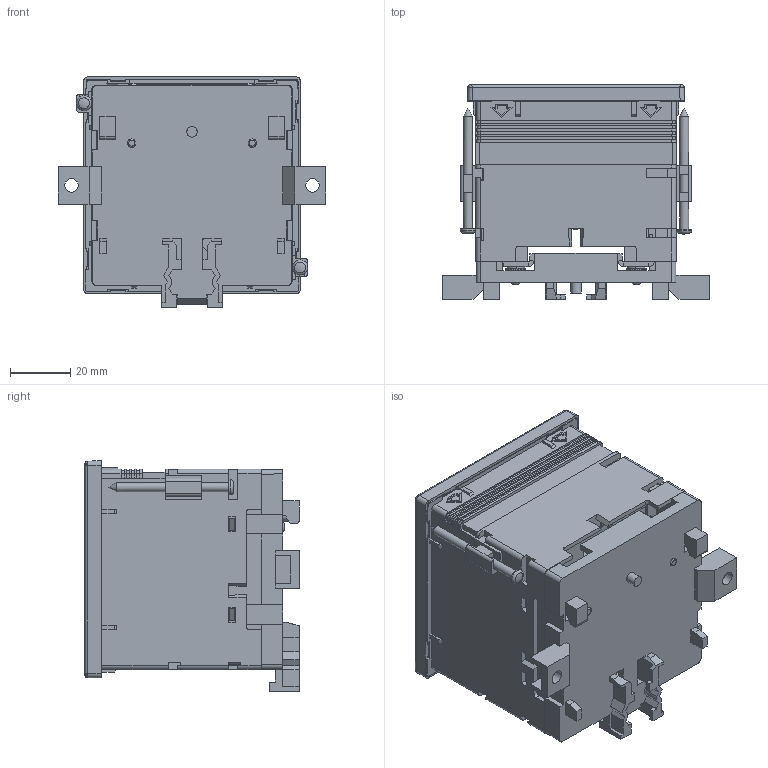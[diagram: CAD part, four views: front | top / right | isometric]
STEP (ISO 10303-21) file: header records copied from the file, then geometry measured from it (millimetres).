
FILE_DESCRIPTION(/* description */ (''),/* implementation_level */ '2;1');
FILE_NAME(/* name */ 'EQ72_20251127.stp',/* time_stamp */ '2025-11-27T12:49:05+01:00',/* author */ ('euh'),/* organization */ (''),/* preprocessor_version */ 'ST-DEVELOPER v20',/* originating_system */ 'Autodesk Inventor 2023',/* authorisation */ '');
FILE_SCHEMA (('AUTOMOTIVE_DESIGN { 1 0 10303 214 3 1 1 }'));
Products named in the file (1): EQ72-20251127_Simplify_1
Bounding box: 88.8 x 71.1 x 76.4 mm (x, y, z)
Volume: 74237.4 mm3; surface area: 84143.2 mm2
Topology: 1 solids, 3 shells, 1816 faces, 5221 edges, 3415 vertices
Faces by surface type: plane 1484, cylinder 205, bspline 65, torus 35, cone 24, sphere 3
Full cylindrical faces by diameter (mm): 1.2 x2, 1.9 x2, 2.5 x7, 2.8 x2, 3 x2, 3.2 x2, 3.5 x1, 4 x2, 4.3 x2, 4.4 x1, 4.5 x4, 5 x3, 5.5 x3, 6 x3, 6.1 x4, 6.5 x1, 8.2 x4, 8.4 x1, 10 x2, 15 x2, 30 x1
Entity records: 66734 total; most frequent: CARTESIAN_POINT 19143, ORIENTED_EDGE 10420, DIRECTION 9078, EDGE_CURVE 5212, LINE 4410, VECTOR 4410, VERTEX_POINT 3415, AXIS2_PLACEMENT_3D 2334
